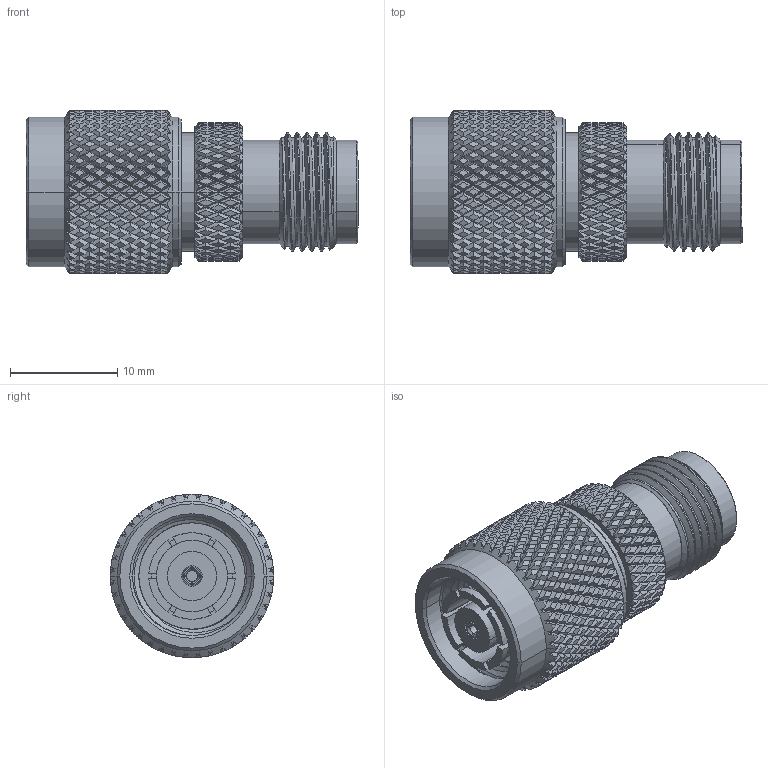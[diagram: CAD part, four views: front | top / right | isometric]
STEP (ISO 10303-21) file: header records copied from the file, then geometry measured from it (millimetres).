
FILE_DESCRIPTION (( 'STEP AP203' ), '1' );
FILE_NAME ('PE9531.step', '2019-06-20T23:21:36', ( '' ), ( '' ), 'SwSTEP 2.0', 'SolidWorks 2018', '' );
FILE_SCHEMA (( 'CONFIG_CONTROL_DESIGN' ));
Products named in the file (1): PE9531
Bounding box: 30.99 x 15.24 x 15.24 mm (x, y, z)
Volume: 3108 mm3; surface area: 3442 mm2
Topology: 2 solids, 2 shells, 3866 faces, 8321 edges, 4473 vertices
Faces by surface type: bspline 2806, cylinder 729, cone 169, plane 162
Entity records: 149864 total; most frequent: CARTESIAN_POINT 98150, ORIENTED_EDGE 16642, EDGE_CURVE 8321, VERTEX_POINT 4473, B_SPLINE_CURVE_WITH_KNOTS 3920, EDGE_LOOP 3882, ADVANCED_FACE 3866, FACE_OUTER_BOUND 3866
